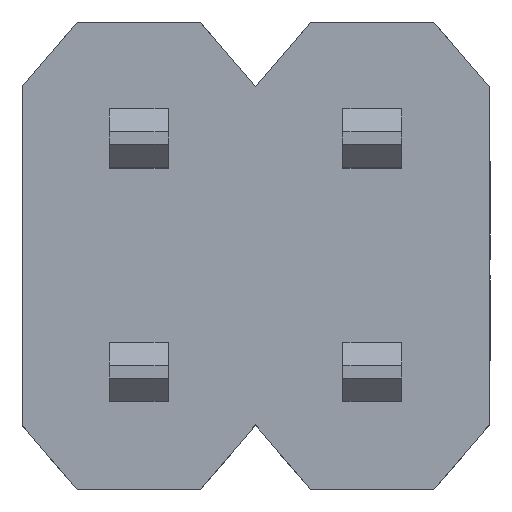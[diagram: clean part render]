
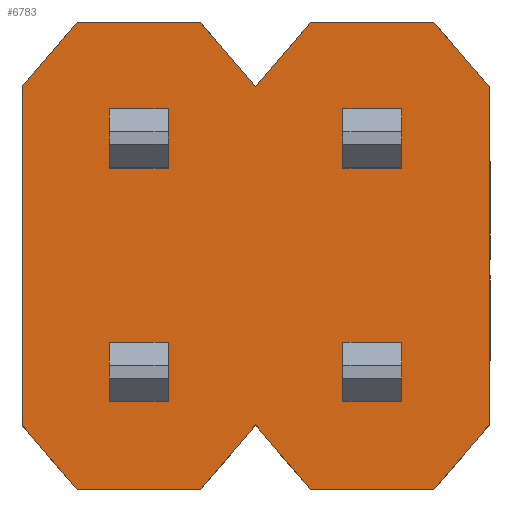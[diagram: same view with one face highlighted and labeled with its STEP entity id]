
A CAD part, top view. The second image highlights one B-rep face of the part: STEP entity #6783.
In plain terms, the highlighted planar face has unit normal (0, 0, 1).
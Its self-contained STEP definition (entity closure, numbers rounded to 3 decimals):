
#386=FACE_BOUND('',#787,.T.);
#387=FACE_BOUND('',#788,.T.);
#388=FACE_BOUND('',#789,.T.);
#389=FACE_BOUND('',#790,.T.);
#400=FACE_OUTER_BOUND('',#786,.T.);
#786=EDGE_LOOP('',(#4558,#4559,#4560,#4561,#4562,#4563,#4564,#4565,#4566,
#4567,#4568,#4569,#4570,#4571));
#787=EDGE_LOOP('',(#4572,#4573,#4574,#4575));
#788=EDGE_LOOP('',(#4576,#4577,#4578,#4579));
#789=EDGE_LOOP('',(#4580,#4581,#4582,#4583));
#790=EDGE_LOOP('',(#4584,#4585,#4586,#4587));
#1160=LINE('',#8954,#1916);
#1315=LINE('',#9787,#2071);
#1316=LINE('',#9789,#2072);
#1317=LINE('',#9790,#2073);
#1318=LINE('',#9792,#2074);
#1319=LINE('',#9794,#2075);
#1320=LINE('',#9796,#2076);
#1321=LINE('',#9798,#2077);
#1322=LINE('',#9800,#2078);
#1323=LINE('',#9802,#2079);
#1324=LINE('',#9804,#2080);
#1325=LINE('',#9806,#2081);
#1326=LINE('',#9808,#2082);
#1327=LINE('',#9809,#2083);
#1328=LINE('',#9812,#2084);
#1329=LINE('',#9814,#2085);
#1330=LINE('',#9816,#2086);
#1331=LINE('',#9817,#2087);
#1332=LINE('',#9820,#2088);
#1333=LINE('',#9822,#2089);
#1334=LINE('',#9824,#2090);
#1335=LINE('',#9825,#2091);
#1336=LINE('',#9828,#2092);
#1337=LINE('',#9830,#2093);
#1338=LINE('',#9832,#2094);
#1339=LINE('',#9833,#2095);
#1340=LINE('',#9836,#2096);
#1341=LINE('',#9838,#2097);
#1342=LINE('',#9840,#2098);
#1343=LINE('',#9841,#2099);
#1916=VECTOR('',#7518,1.);
#2071=VECTOR('',#7741,1.);
#2072=VECTOR('',#7742,1.);
#2073=VECTOR('',#7743,1.);
#2074=VECTOR('',#7744,1.);
#2075=VECTOR('',#7745,1.);
#2076=VECTOR('',#7746,1.);
#2077=VECTOR('',#7747,1.);
#2078=VECTOR('',#7748,1.);
#2079=VECTOR('',#7749,1.);
#2080=VECTOR('',#7750,1.);
#2081=VECTOR('',#7751,1.);
#2082=VECTOR('',#7752,1.);
#2083=VECTOR('',#7753,1.);
#2084=VECTOR('',#7754,1.);
#2085=VECTOR('',#7755,1.);
#2086=VECTOR('',#7756,1.);
#2087=VECTOR('',#7757,1.);
#2088=VECTOR('',#7758,1.);
#2089=VECTOR('',#7759,1.);
#2090=VECTOR('',#7760,1.);
#2091=VECTOR('',#7761,1.);
#2092=VECTOR('',#7762,1.);
#2093=VECTOR('',#7763,1.);
#2094=VECTOR('',#7764,1.);
#2095=VECTOR('',#7765,1.);
#2096=VECTOR('',#7766,1.);
#2097=VECTOR('',#7767,1.);
#2098=VECTOR('',#7768,1.);
#2099=VECTOR('',#7769,1.);
#2672=VERTEX_POINT('',#8952);
#2673=VERTEX_POINT('',#8953);
#2916=VERTEX_POINT('',#9785);
#2917=VERTEX_POINT('',#9786);
#2918=VERTEX_POINT('',#9788);
#2919=VERTEX_POINT('',#9791);
#2920=VERTEX_POINT('',#9793);
#2921=VERTEX_POINT('',#9795);
#2922=VERTEX_POINT('',#9797);
#2923=VERTEX_POINT('',#9799);
#2924=VERTEX_POINT('',#9801);
#2925=VERTEX_POINT('',#9803);
#2926=VERTEX_POINT('',#9805);
#2927=VERTEX_POINT('',#9807);
#2928=VERTEX_POINT('',#9810);
#2929=VERTEX_POINT('',#9811);
#2930=VERTEX_POINT('',#9813);
#2931=VERTEX_POINT('',#9815);
#2932=VERTEX_POINT('',#9818);
#2933=VERTEX_POINT('',#9819);
#2934=VERTEX_POINT('',#9821);
#2935=VERTEX_POINT('',#9823);
#2936=VERTEX_POINT('',#9826);
#2937=VERTEX_POINT('',#9827);
#2938=VERTEX_POINT('',#9829);
#2939=VERTEX_POINT('',#9831);
#2940=VERTEX_POINT('',#9834);
#2941=VERTEX_POINT('',#9835);
#2942=VERTEX_POINT('',#9837);
#2943=VERTEX_POINT('',#9839);
#3328=EDGE_CURVE('',#2672,#2673,#1160,.T.);
#3573=EDGE_CURVE('',#2916,#2917,#1315,.T.);
#3574=EDGE_CURVE('',#2916,#2918,#1316,.T.);
#3575=EDGE_CURVE('',#2672,#2918,#1317,.T.);
#3576=EDGE_CURVE('',#2919,#2673,#1318,.T.);
#3577=EDGE_CURVE('',#2919,#2920,#1319,.T.);
#3578=EDGE_CURVE('',#2921,#2920,#1320,.T.);
#3579=EDGE_CURVE('',#2922,#2921,#1321,.T.);
#3580=EDGE_CURVE('',#2922,#2923,#1322,.T.);
#3581=EDGE_CURVE('',#2924,#2923,#1323,.T.);
#3582=EDGE_CURVE('',#2924,#2925,#1324,.T.);
#3583=EDGE_CURVE('',#2926,#2925,#1325,.T.);
#3584=EDGE_CURVE('',#2926,#2927,#1326,.T.);
#3585=EDGE_CURVE('',#2917,#2927,#1327,.T.);
#3586=EDGE_CURVE('',#2928,#2929,#1328,.T.);
#3587=EDGE_CURVE('',#2928,#2930,#1329,.T.);
#3588=EDGE_CURVE('',#2930,#2931,#1330,.T.);
#3589=EDGE_CURVE('',#2931,#2929,#1331,.T.);
#3590=EDGE_CURVE('',#2932,#2933,#1332,.T.);
#3591=EDGE_CURVE('',#2933,#2934,#1333,.T.);
#3592=EDGE_CURVE('',#2934,#2935,#1334,.T.);
#3593=EDGE_CURVE('',#2932,#2935,#1335,.T.);
#3594=EDGE_CURVE('',#2936,#2937,#1336,.T.);
#3595=EDGE_CURVE('',#2937,#2938,#1337,.T.);
#3596=EDGE_CURVE('',#2938,#2939,#1338,.T.);
#3597=EDGE_CURVE('',#2936,#2939,#1339,.T.);
#3598=EDGE_CURVE('',#2940,#2941,#1340,.T.);
#3599=EDGE_CURVE('',#2940,#2942,#1341,.T.);
#3600=EDGE_CURVE('',#2942,#2943,#1342,.T.);
#3601=EDGE_CURVE('',#2943,#2941,#1343,.T.);
#4558=ORIENTED_EDGE('',*,*,#3573,.F.);
#4559=ORIENTED_EDGE('',*,*,#3574,.T.);
#4560=ORIENTED_EDGE('',*,*,#3575,.F.);
#4561=ORIENTED_EDGE('',*,*,#3328,.T.);
#4562=ORIENTED_EDGE('',*,*,#3576,.F.);
#4563=ORIENTED_EDGE('',*,*,#3577,.T.);
#4564=ORIENTED_EDGE('',*,*,#3578,.F.);
#4565=ORIENTED_EDGE('',*,*,#3579,.F.);
#4566=ORIENTED_EDGE('',*,*,#3580,.T.);
#4567=ORIENTED_EDGE('',*,*,#3581,.F.);
#4568=ORIENTED_EDGE('',*,*,#3582,.T.);
#4569=ORIENTED_EDGE('',*,*,#3583,.F.);
#4570=ORIENTED_EDGE('',*,*,#3584,.T.);
#4571=ORIENTED_EDGE('',*,*,#3585,.F.);
#4572=ORIENTED_EDGE('',*,*,#3586,.F.);
#4573=ORIENTED_EDGE('',*,*,#3587,.T.);
#4574=ORIENTED_EDGE('',*,*,#3588,.T.);
#4575=ORIENTED_EDGE('',*,*,#3589,.T.);
#4576=ORIENTED_EDGE('',*,*,#3590,.T.);
#4577=ORIENTED_EDGE('',*,*,#3591,.T.);
#4578=ORIENTED_EDGE('',*,*,#3592,.T.);
#4579=ORIENTED_EDGE('',*,*,#3593,.F.);
#4580=ORIENTED_EDGE('',*,*,#3594,.T.);
#4581=ORIENTED_EDGE('',*,*,#3595,.T.);
#4582=ORIENTED_EDGE('',*,*,#3596,.T.);
#4583=ORIENTED_EDGE('',*,*,#3597,.F.);
#4584=ORIENTED_EDGE('',*,*,#3598,.F.);
#4585=ORIENTED_EDGE('',*,*,#3599,.T.);
#4586=ORIENTED_EDGE('',*,*,#3600,.T.);
#4587=ORIENTED_EDGE('',*,*,#3601,.T.);
#6282=PLANE('',#7206);
#6783=ADVANCED_FACE('',(#400,#386,#387,#388,#389),#6282,.T.);
#7206=AXIS2_PLACEMENT_3D('',#9784,#7739,#7740);
#7518=DIRECTION('',(0.,1.,0.));
#7739=DIRECTION('center_axis',(0.,0.,1.));
#7740=DIRECTION('ref_axis',(1.,0.,0.));
#7741=DIRECTION('',(-0.651,0.759,0.));
#7742=DIRECTION('',(1.,0.,0.));
#7743=DIRECTION('',(-0.651,-0.759,0.));
#7744=DIRECTION('',(0.651,-0.759,0.));
#7745=DIRECTION('',(-1.,0.,0.));
#7746=DIRECTION('',(0.651,0.759,0.));
#7747=DIRECTION('',(0.651,-0.759,0.));
#7748=DIRECTION('',(-1.,0.,0.));
#7749=DIRECTION('',(0.651,0.759,0.));
#7750=DIRECTION('',(0.,-1.,0.));
#7751=DIRECTION('',(-0.651,0.759,0.));
#7752=DIRECTION('',(1.,0.,0.));
#7753=DIRECTION('',(-0.651,-0.759,0.));
#7754=DIRECTION('',(0.,-1.,0.));
#7755=DIRECTION('',(1.,0.,0.));
#7756=DIRECTION('',(0.,-1.,0.));
#7757=DIRECTION('',(-1.,0.,0.));
#7758=DIRECTION('',(-1.,0.,0.));
#7759=DIRECTION('',(0.,1.,0.));
#7760=DIRECTION('',(1.,0.,0.));
#7761=DIRECTION('',(0.,1.,0.));
#7762=DIRECTION('',(-1.,0.,0.));
#7763=DIRECTION('',(0.,1.,0.));
#7764=DIRECTION('',(1.,0.,0.));
#7765=DIRECTION('',(0.,1.,0.));
#7766=DIRECTION('',(0.,-1.,0.));
#7767=DIRECTION('',(1.,0.,0.));
#7768=DIRECTION('',(0.,-1.,0.));
#7769=DIRECTION('',(-1.,0.,0.));
#8952=CARTESIAN_POINT('',(2.54,-1.84,2.54));
#8953=CARTESIAN_POINT('',(2.54,1.84,2.54));
#8954=CARTESIAN_POINT('',(2.54,2.54,2.54));
#9784=CARTESIAN_POINT('Origin',(0.,0.,2.54));
#9785=CARTESIAN_POINT('',(0.6,-2.54,2.54));
#9786=CARTESIAN_POINT('',(0.,-1.84,2.54));
#9787=CARTESIAN_POINT('',(0.,-1.84,2.54));
#9788=CARTESIAN_POINT('',(1.94,-2.54,2.54));
#9789=CARTESIAN_POINT('',(-2.54,-2.54,2.54));
#9790=CARTESIAN_POINT('',(2.54,-1.84,2.54));
#9791=CARTESIAN_POINT('',(1.94,2.54,2.54));
#9792=CARTESIAN_POINT('',(2.54,1.84,2.54));
#9793=CARTESIAN_POINT('',(0.6,2.54,2.54));
#9794=CARTESIAN_POINT('',(-2.54,2.54,2.54));
#9795=CARTESIAN_POINT('',(0.,1.84,2.54));
#9796=CARTESIAN_POINT('',(0.,1.84,2.54));
#9797=CARTESIAN_POINT('',(-0.6,2.54,2.54));
#9798=CARTESIAN_POINT('',(0.,1.84,2.54));
#9799=CARTESIAN_POINT('',(-1.94,2.54,2.54));
#9800=CARTESIAN_POINT('',(-2.54,2.54,2.54));
#9801=CARTESIAN_POINT('',(-2.54,1.84,2.54));
#9802=CARTESIAN_POINT('',(-2.54,1.84,2.54));
#9803=CARTESIAN_POINT('',(-2.54,-1.84,2.54));
#9804=CARTESIAN_POINT('',(-2.54,2.54,2.54));
#9805=CARTESIAN_POINT('',(-1.94,-2.54,2.54));
#9806=CARTESIAN_POINT('',(-2.54,-1.84,2.54));
#9807=CARTESIAN_POINT('',(-0.6,-2.54,2.54));
#9808=CARTESIAN_POINT('',(-2.54,-2.54,2.54));
#9809=CARTESIAN_POINT('',(0.,-1.84,2.54));
#9810=CARTESIAN_POINT('',(-1.59,-0.95,2.54));
#9811=CARTESIAN_POINT('',(-1.59,-1.59,2.54));
#9812=CARTESIAN_POINT('',(-1.59,0.,2.54));
#9813=CARTESIAN_POINT('',(-0.95,-0.95,2.54));
#9814=CARTESIAN_POINT('',(0.,-0.95,2.54));
#9815=CARTESIAN_POINT('',(-0.95,-1.59,2.54));
#9816=CARTESIAN_POINT('',(-0.95,0.,2.54));
#9817=CARTESIAN_POINT('',(0.,-1.59,2.54));
#9818=CARTESIAN_POINT('',(-0.95,0.95,2.54));
#9819=CARTESIAN_POINT('',(-1.59,0.95,2.54));
#9820=CARTESIAN_POINT('',(0.,0.95,2.54));
#9821=CARTESIAN_POINT('',(-1.59,1.59,2.54));
#9822=CARTESIAN_POINT('',(-1.59,0.,2.54));
#9823=CARTESIAN_POINT('',(-0.95,1.59,2.54));
#9824=CARTESIAN_POINT('',(0.,1.59,2.54));
#9825=CARTESIAN_POINT('',(-0.95,0.,2.54));
#9826=CARTESIAN_POINT('',(1.59,0.95,2.54));
#9827=CARTESIAN_POINT('',(0.95,0.95,2.54));
#9828=CARTESIAN_POINT('',(0.,0.95,2.54));
#9829=CARTESIAN_POINT('',(0.95,1.59,2.54));
#9830=CARTESIAN_POINT('',(0.95,0.,2.54));
#9831=CARTESIAN_POINT('',(1.59,1.59,2.54));
#9832=CARTESIAN_POINT('',(0.,1.59,2.54));
#9833=CARTESIAN_POINT('',(1.59,0.,2.54));
#9834=CARTESIAN_POINT('',(0.95,-0.95,2.54));
#9835=CARTESIAN_POINT('',(0.95,-1.59,2.54));
#9836=CARTESIAN_POINT('',(0.95,0.,2.54));
#9837=CARTESIAN_POINT('',(1.59,-0.95,2.54));
#9838=CARTESIAN_POINT('',(0.,-0.95,2.54));
#9839=CARTESIAN_POINT('',(1.59,-1.59,2.54));
#9840=CARTESIAN_POINT('',(1.59,0.,2.54));
#9841=CARTESIAN_POINT('',(0.,-1.59,2.54));
